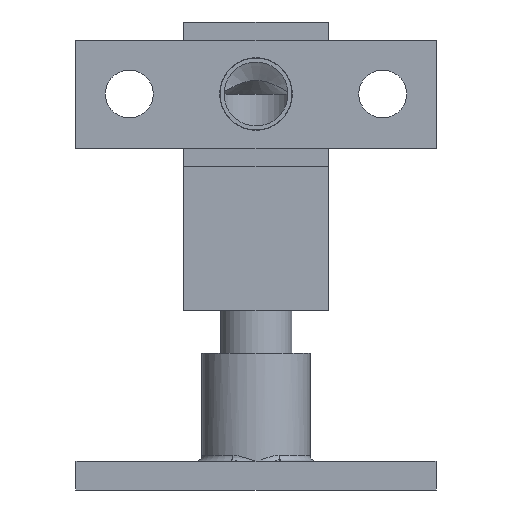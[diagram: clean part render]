
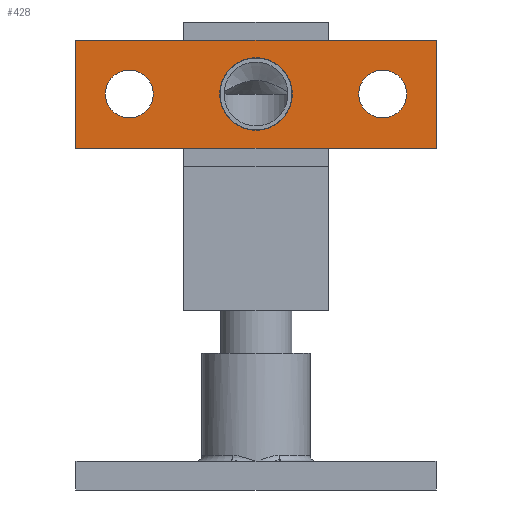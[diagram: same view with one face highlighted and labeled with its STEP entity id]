
A CAD part, front view. The second image highlights one B-rep face of the part: STEP entity #428.
In plain terms, the highlighted face is planar.
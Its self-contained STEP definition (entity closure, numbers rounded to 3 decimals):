
#46=DIRECTION('',(0.,1.,0.));
#47=VECTOR('',#46,9.525);
#48=CARTESIAN_POINT('',(15.875,-4.763,0.));
#49=LINE('',#48,#47);
#50=DIRECTION('',(-1.,0.,0.));
#51=VECTOR('',#50,31.75);
#52=CARTESIAN_POINT('',(15.875,4.763,0.));
#53=LINE('',#52,#51);
#54=DIRECTION('',(0.,-1.,0.));
#55=VECTOR('',#54,9.525);
#56=CARTESIAN_POINT('',(-15.875,4.763,0.));
#57=LINE('',#56,#55);
#58=DIRECTION('',(1.,0.,0.));
#59=VECTOR('',#58,31.75);
#60=CARTESIAN_POINT('',(-15.875,-4.763,0.));
#61=LINE('',#60,#59);
#62=CARTESIAN_POINT('',(11.176,0.,0.));
#63=DIRECTION('',(0.,0.,-1.));
#64=DIRECTION('',(-1.,0.,0.));
#65=AXIS2_PLACEMENT_3D('',#62,#63,#64);
#67=CARTESIAN_POINT('',(11.176,0.,0.));
#68=DIRECTION('',(0.,0.,-1.));
#69=DIRECTION('',(1.,0.,0.));
#70=AXIS2_PLACEMENT_3D('',#67,#68,#69);
#72=CARTESIAN_POINT('',(0.,0.,0.));
#73=DIRECTION('',(0.,0.,-1.));
#74=DIRECTION('',(-1.,0.,0.));
#75=AXIS2_PLACEMENT_3D('',#72,#73,#74);
#77=CARTESIAN_POINT('',(0.,0.,0.));
#78=DIRECTION('',(0.,0.,-1.));
#79=DIRECTION('',(1.,0.,0.));
#80=AXIS2_PLACEMENT_3D('',#77,#78,#79);
#82=CARTESIAN_POINT('',(-11.176,0.,0.));
#83=DIRECTION('',(0.,0.,-1.));
#84=DIRECTION('',(-1.,0.,0.));
#85=AXIS2_PLACEMENT_3D('',#82,#83,#84);
#87=CARTESIAN_POINT('',(-11.176,0.,0.));
#88=DIRECTION('',(0.,0.,-1.));
#89=DIRECTION('',(1.,0.,0.));
#90=AXIS2_PLACEMENT_3D('',#87,#88,#89);
#294=CARTESIAN_POINT('',(-9.068,0.,0.));
#295=CARTESIAN_POINT('',(-13.284,0.,0.));
#296=VERTEX_POINT('',#294);
#297=VERTEX_POINT('',#295);
#298=CARTESIAN_POINT('',(15.875,-4.763,0.));
#299=CARTESIAN_POINT('',(15.875,4.763,0.));
#300=VERTEX_POINT('',#298);
#301=VERTEX_POINT('',#299);
#302=CARTESIAN_POINT('',(-15.875,4.763,0.));
#303=VERTEX_POINT('',#302);
#304=CARTESIAN_POINT('',(-15.875,-4.763,0.));
#305=VERTEX_POINT('',#304);
#306=CARTESIAN_POINT('',(9.068,0.,0.));
#307=CARTESIAN_POINT('',(13.284,0.,0.));
#308=VERTEX_POINT('',#306);
#309=VERTEX_POINT('',#307);
#310=CARTESIAN_POINT('',(-3.2,0.,0.));
#311=CARTESIAN_POINT('',(3.2,0.,0.));
#312=VERTEX_POINT('',#310);
#313=VERTEX_POINT('',#311);
#396=CARTESIAN_POINT('',(0.,0.,0.));
#397=DIRECTION('',(0.,0.,1.));
#398=DIRECTION('',(1.,0.,0.));
#399=AXIS2_PLACEMENT_3D('',#396,#397,#398);
#400=PLANE('',#399);
#402=ORIENTED_EDGE('',*,*,#401,.T.);
#404=ORIENTED_EDGE('',*,*,#403,.T.);
#406=ORIENTED_EDGE('',*,*,#405,.T.);
#407=ORIENTED_EDGE('',*,*,#380,.T.);
#408=EDGE_LOOP('',(#402,#404,#406,#407));
#409=FACE_OUTER_BOUND('',#408,.F.);
#411=ORIENTED_EDGE('',*,*,#410,.T.);
#413=ORIENTED_EDGE('',*,*,#412,.T.);
#414=EDGE_LOOP('',(#411,#413));
#415=FACE_BOUND('',#414,.F.);
#417=ORIENTED_EDGE('',*,*,#416,.T.);
#419=ORIENTED_EDGE('',*,*,#418,.T.);
#420=EDGE_LOOP('',(#417,#419));
#421=FACE_BOUND('',#420,.F.);
#423=ORIENTED_EDGE('',*,*,#422,.T.);
#425=ORIENTED_EDGE('',*,*,#424,.T.);
#426=EDGE_LOOP('',(#423,#425));
#427=FACE_BOUND('',#426,.F.);
#428=ADVANCED_FACE('',(#409,#415,#421,#427),#400,.F.);
#66=CIRCLE('',#65,2.108);
#71=CIRCLE('',#70,2.108);
#76=CIRCLE('',#75,3.2);
#81=CIRCLE('',#80,3.2);
#86=CIRCLE('',#85,2.108);
#91=CIRCLE('',#90,2.108);
#380=EDGE_CURVE('',#305,#300,#61,.T.);
#401=EDGE_CURVE('',#300,#301,#49,.T.);
#403=EDGE_CURVE('',#301,#303,#53,.T.);
#405=EDGE_CURVE('',#303,#305,#57,.T.);
#410=EDGE_CURVE('',#308,#309,#66,.T.);
#412=EDGE_CURVE('',#309,#308,#71,.T.);
#416=EDGE_CURVE('',#312,#313,#76,.T.);
#418=EDGE_CURVE('',#313,#312,#81,.T.);
#422=EDGE_CURVE('',#297,#296,#86,.T.);
#424=EDGE_CURVE('',#296,#297,#91,.T.);
